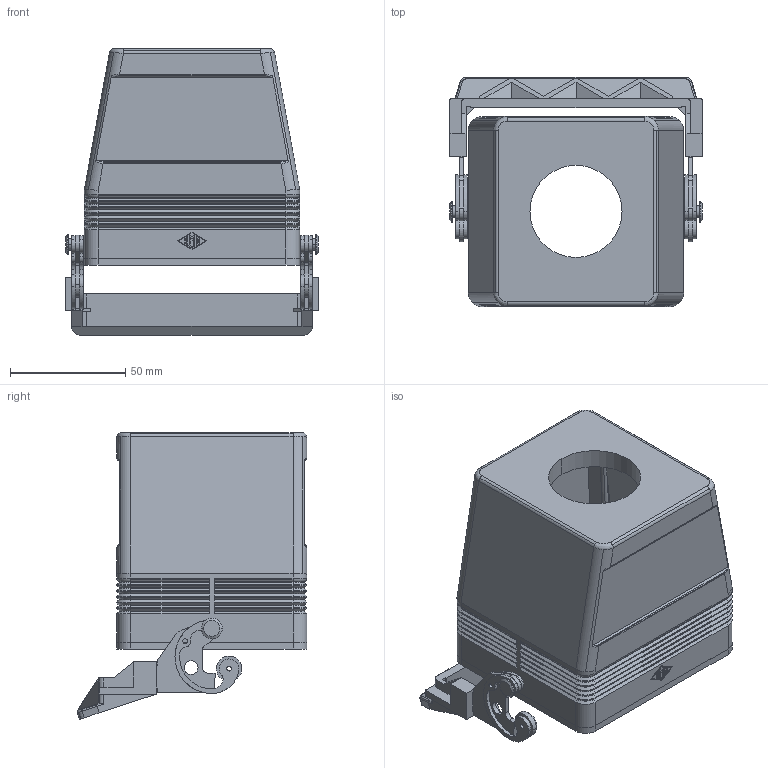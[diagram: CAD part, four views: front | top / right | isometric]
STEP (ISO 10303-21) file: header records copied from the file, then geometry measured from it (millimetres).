
FILE_DESCRIPTION((''),'2;1');
FILE_NAME('MFV 32 LG40.stp','2006-12-20T17:25:52',('gembarski'),(''),'Autodesk Inventor 7','Autodesk Inventor 7','');
FILE_SCHEMA(('AUTOMOTIVE_DESIGN { 1 0 10303 214 1 1 1 1 }'));
Length unit declared in the file: millimetre
Products named in the file (1): MFV 32 LG40
Bounding box: 109.5 x 99.73 x 124.48 mm (x, y, z)
Volume: 175837.2 mm3; surface area: 86783.7 mm2
Topology: 5 solids, 5 shells, 756 faces, 1875 edges, 1150 vertices
Faces by surface type: plane 273, cylinder 210, bspline 209, cone 58, torus 6
Entity records: 23984 total; most frequent: CARTESIAN_POINT 6353, ORIENTED_EDGE 3718, DIRECTION 3559, EDGE_CURVE 1859, VECTOR 1227, LINE 1227, AXIS2_PLACEMENT_3D 1166, VERTEX_POINT 1150
